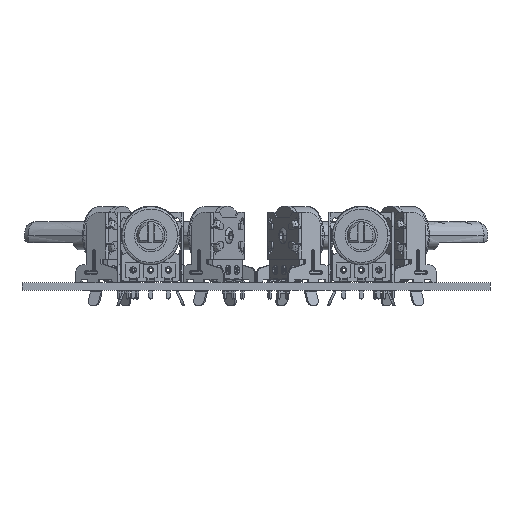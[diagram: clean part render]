
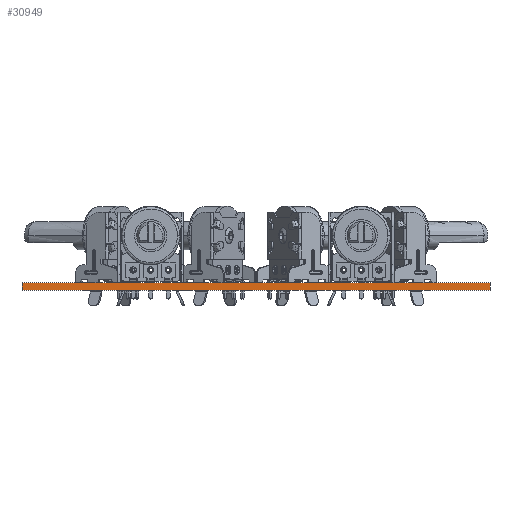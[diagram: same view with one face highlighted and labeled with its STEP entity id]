
A CAD part, front view. The second image highlights one B-rep face of the part: STEP entity #30949.
In plain terms, the highlighted planar face has unit normal (0, -1, 0).
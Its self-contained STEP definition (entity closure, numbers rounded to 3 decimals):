
#30773 = PLANE('',#30774);
#30774 = AXIS2_PLACEMENT_3D('',#30775,#30776,#30777);
#30775 = CARTESIAN_POINT('',(155.,-33.,0.));
#30776 = DIRECTION('',(0.867,0.498,-0.));
#30777 = DIRECTION('',(0.498,-0.867,0.));
#30785 = PLANE('',#30786);
#30786 = AXIS2_PLACEMENT_3D('',#30787,#30788,#30789);
#30787 = CARTESIAN_POINT('',(105.,-120.,0.));
#30788 = DIRECTION('',(-0.867,0.498,0.));
#30789 = DIRECTION('',(0.498,0.867,0.));
#30798 = VERTEX_POINT('',#30799);
#30799 = CARTESIAN_POINT('',(205.,-120.,1.6));
#30813 = PLANE('',#30814);
#30814 = AXIS2_PLACEMENT_3D('',#30815,#30816,#30817);
#30815 = CARTESIAN_POINT('',(155.,-90.967,1.6));
#30816 = DIRECTION('',(-0.,-0.,-1.));
#30817 = DIRECTION('',(-1.,0.,0.));
#30825 = EDGE_CURVE('',#30826,#30798,#30828,.T.);
#30826 = VERTEX_POINT('',#30827);
#30827 = CARTESIAN_POINT('',(205.,-120.,0.));
#30828 = SURFACE_CURVE('',#30829,(#30833,#30840),.PCURVE_S1.);
#30829 = LINE('',#30830,#30831);
#30830 = CARTESIAN_POINT('',(205.,-120.,0.));
#30831 = VECTOR('',#30832,1.);
#30832 = DIRECTION('',(0.,0.,1.));
#30833 = PCURVE('',#30773,#30834);
#30834 = DEFINITIONAL_REPRESENTATION('',(#30835),#30839);
#30835 = LINE('',#30836,#30837);
#30836 = CARTESIAN_POINT('',(100.344,0.));
#30837 = VECTOR('',#30838,1.);
#30838 = DIRECTION('',(0.,-1.));
#30839 = ( GEOMETRIC_REPRESENTATION_CONTEXT(2) 
PARAMETRIC_REPRESENTATION_CONTEXT() REPRESENTATION_CONTEXT('2D SPACE',''
  ) );
#30840 = PCURVE('',#30841,#30846);
#30841 = PLANE('',#30842);
#30842 = AXIS2_PLACEMENT_3D('',#30843,#30844,#30845);
#30843 = CARTESIAN_POINT('',(205.,-120.,0.));
#30844 = DIRECTION('',(0.,-1.,0.));
#30845 = DIRECTION('',(-1.,0.,0.));
#30846 = DEFINITIONAL_REPRESENTATION('',(#30847),#30851);
#30847 = LINE('',#30848,#30849);
#30848 = CARTESIAN_POINT('',(0.,-0.));
#30849 = VECTOR('',#30850,1.);
#30850 = DIRECTION('',(0.,-1.));
#30851 = ( GEOMETRIC_REPRESENTATION_CONTEXT(2) 
PARAMETRIC_REPRESENTATION_CONTEXT() REPRESENTATION_CONTEXT('2D SPACE',''
  ) );
#30867 = PLANE('',#30868);
#30868 = AXIS2_PLACEMENT_3D('',#30869,#30870,#30871);
#30869 = CARTESIAN_POINT('',(155.,-90.967,0.));
#30870 = DIRECTION('',(-0.,-0.,-1.));
#30871 = DIRECTION('',(-1.,0.,0.));
#30882 = EDGE_CURVE('',#30883,#30885,#30887,.T.);
#30883 = VERTEX_POINT('',#30884);
#30884 = CARTESIAN_POINT('',(105.,-120.,0.));
#30885 = VERTEX_POINT('',#30886);
#30886 = CARTESIAN_POINT('',(105.,-120.,1.6));
#30887 = SURFACE_CURVE('',#30888,(#30892,#30899),.PCURVE_S1.);
#30888 = LINE('',#30889,#30890);
#30889 = CARTESIAN_POINT('',(105.,-120.,0.));
#30890 = VECTOR('',#30891,1.);
#30891 = DIRECTION('',(0.,0.,1.));
#30892 = PCURVE('',#30785,#30893);
#30893 = DEFINITIONAL_REPRESENTATION('',(#30894),#30898);
#30894 = LINE('',#30895,#30896);
#30895 = CARTESIAN_POINT('',(0.,0.));
#30896 = VECTOR('',#30897,1.);
#30897 = DIRECTION('',(0.,-1.));
#30898 = ( GEOMETRIC_REPRESENTATION_CONTEXT(2) 
PARAMETRIC_REPRESENTATION_CONTEXT() REPRESENTATION_CONTEXT('2D SPACE',''
  ) );
#30899 = PCURVE('',#30841,#30900);
#30900 = DEFINITIONAL_REPRESENTATION('',(#30901),#30905);
#30901 = LINE('',#30902,#30903);
#30902 = CARTESIAN_POINT('',(100.,0.));
#30903 = VECTOR('',#30904,1.);
#30904 = DIRECTION('',(0.,-1.));
#30905 = ( GEOMETRIC_REPRESENTATION_CONTEXT(2) 
PARAMETRIC_REPRESENTATION_CONTEXT() REPRESENTATION_CONTEXT('2D SPACE',''
  ) );
#30949 = ADVANCED_FACE('',(#30950),#30841,.T.);
#30950 = FACE_BOUND('',#30951,.T.);
#30951 = EDGE_LOOP('',(#30952,#30953,#30974,#30975));
#30952 = ORIENTED_EDGE('',*,*,#30825,.T.);
#30953 = ORIENTED_EDGE('',*,*,#30954,.T.);
#30954 = EDGE_CURVE('',#30798,#30885,#30955,.T.);
#30955 = SURFACE_CURVE('',#30956,(#30960,#30967),.PCURVE_S1.);
#30956 = LINE('',#30957,#30958);
#30957 = CARTESIAN_POINT('',(205.,-120.,1.6));
#30958 = VECTOR('',#30959,1.);
#30959 = DIRECTION('',(-1.,0.,0.));
#30960 = PCURVE('',#30841,#30961);
#30961 = DEFINITIONAL_REPRESENTATION('',(#30962),#30966);
#30962 = LINE('',#30963,#30964);
#30963 = CARTESIAN_POINT('',(0.,-1.6));
#30964 = VECTOR('',#30965,1.);
#30965 = DIRECTION('',(1.,0.));
#30966 = ( GEOMETRIC_REPRESENTATION_CONTEXT(2) 
PARAMETRIC_REPRESENTATION_CONTEXT() REPRESENTATION_CONTEXT('2D SPACE',''
  ) );
#30967 = PCURVE('',#30813,#30968);
#30968 = DEFINITIONAL_REPRESENTATION('',(#30969),#30973);
#30969 = LINE('',#30970,#30971);
#30970 = CARTESIAN_POINT('',(-50.,-29.033));
#30971 = VECTOR('',#30972,1.);
#30972 = DIRECTION('',(1.,0.));
#30973 = ( GEOMETRIC_REPRESENTATION_CONTEXT(2) 
PARAMETRIC_REPRESENTATION_CONTEXT() REPRESENTATION_CONTEXT('2D SPACE',''
  ) );
#30974 = ORIENTED_EDGE('',*,*,#30882,.F.);
#30975 = ORIENTED_EDGE('',*,*,#30976,.F.);
#30976 = EDGE_CURVE('',#30826,#30883,#30977,.T.);
#30977 = SURFACE_CURVE('',#30978,(#30982,#30989),.PCURVE_S1.);
#30978 = LINE('',#30979,#30980);
#30979 = CARTESIAN_POINT('',(205.,-120.,0.));
#30980 = VECTOR('',#30981,1.);
#30981 = DIRECTION('',(-1.,0.,0.));
#30982 = PCURVE('',#30841,#30983);
#30983 = DEFINITIONAL_REPRESENTATION('',(#30984),#30988);
#30984 = LINE('',#30985,#30986);
#30985 = CARTESIAN_POINT('',(0.,-0.));
#30986 = VECTOR('',#30987,1.);
#30987 = DIRECTION('',(1.,0.));
#30988 = ( GEOMETRIC_REPRESENTATION_CONTEXT(2) 
PARAMETRIC_REPRESENTATION_CONTEXT() REPRESENTATION_CONTEXT('2D SPACE',''
  ) );
#30989 = PCURVE('',#30867,#30990);
#30990 = DEFINITIONAL_REPRESENTATION('',(#30991),#30995);
#30991 = LINE('',#30992,#30993);
#30992 = CARTESIAN_POINT('',(-50.,-29.033));
#30993 = VECTOR('',#30994,1.);
#30994 = DIRECTION('',(1.,0.));
#30995 = ( GEOMETRIC_REPRESENTATION_CONTEXT(2) 
PARAMETRIC_REPRESENTATION_CONTEXT() REPRESENTATION_CONTEXT('2D SPACE',''
  ) );
